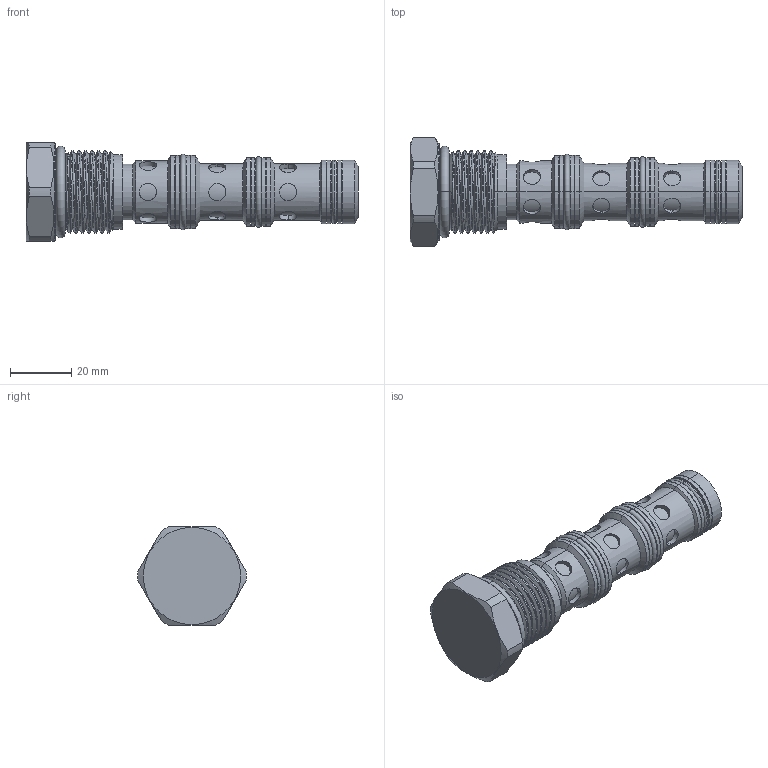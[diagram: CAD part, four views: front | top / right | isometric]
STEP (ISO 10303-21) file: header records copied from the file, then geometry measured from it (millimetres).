
FILE_DESCRIPTION (( 'STEP AP203' ), '1' );
FILE_NAME ('FD12W45-N.STEP', '2024-10-14T01:48:35', ( '' ), ( '' ), 'SwSTEP 2.0', 'SolidWorks 2018', '' );
FILE_SCHEMA (( 'CONFIG_CONTROL_DESIGN' ));
Length unit declared in the file: millimetre
Products named in the file (1): FD12W45-N
Bounding box: 108.19 x 35.49 x 32 mm (x, y, z)
Volume: 43735.7 mm3; surface area: 13082.6 mm2
Topology: 2 solids, 2 shells, 215 faces, 460 edges, 290 vertices
Faces by surface type: cylinder 137, plane 33, cone 32, torus 10, bspline 3
Entity records: 10198 total; most frequent: CARTESIAN_POINT 5585, DIRECTION 938, ORIENTED_EDGE 920, EDGE_CURVE 460, AXIS2_PLACEMENT_3D 391, VERTEX_POINT 290, EDGE_LOOP 258, ADVANCED_FACE 215
